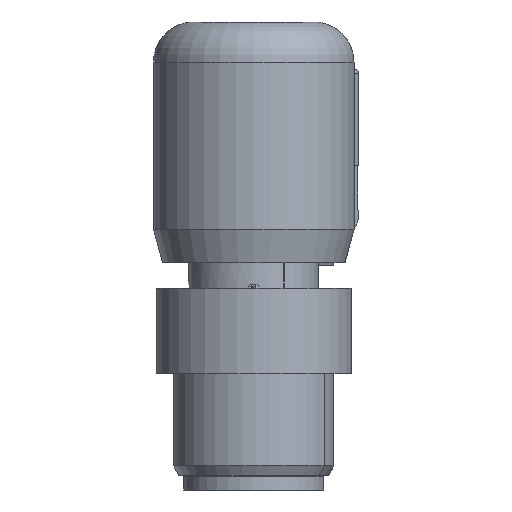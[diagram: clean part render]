
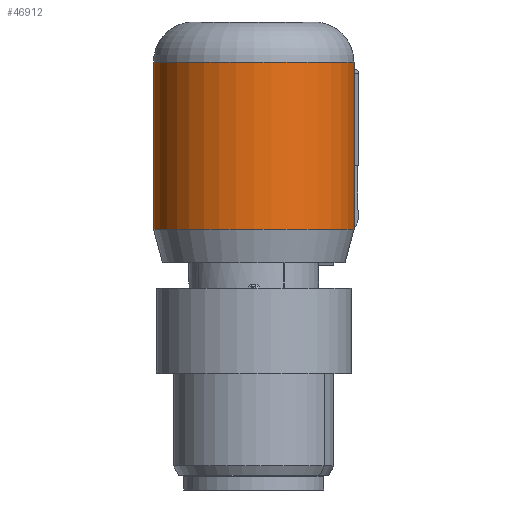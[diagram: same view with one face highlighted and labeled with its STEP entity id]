
A CAD part, front view. The second image highlights one B-rep face of the part: STEP entity #46912.
In plain terms, the highlighted cylindrical face has radius 7.5 mm (diameter 15 mm), a partial arc.
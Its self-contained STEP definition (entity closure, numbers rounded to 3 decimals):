
#46854=AXIS2_PLACEMENT_3D('Circle Axis2P3D',#46852,#46853,$) ;
#46868=AXIS2_PLACEMENT_3D('Cylinder Axis2P3D',#46865,#46866,#46867) ;
#46903=AXIS2_PLACEMENT_3D('Circle Axis2P3D',#46901,#46902,$) ;
#46817=CARTESIAN_POINT('Vertex',(0.,7.5,32.)) ;
#46829=CARTESIAN_POINT('Vertex',(15.,7.5,32.)) ;
#46852=CARTESIAN_POINT('Axis2P3D Location',(7.5,7.5,32.)) ;
#46865=CARTESIAN_POINT('Axis2P3D Location',(7.5,7.5,27.5)) ;
#46870=CARTESIAN_POINT('Line Origine',(0.,7.5,27.5)) ;
#46874=CARTESIAN_POINT('Vertex',(0.,7.5,19.5)) ;
#46877=CARTESIAN_POINT('Line Origine',(15.,7.5,27.5)) ;
#46881=CARTESIAN_POINT('Vertex',(15.,7.5,19.5)) ;
#46901=CARTESIAN_POINT('Axis2P3D Location',(7.5,7.5,19.5)) ;
#46853=DIRECTION('Axis2P3D Direction',(0.,0.,1.)) ;
#46866=DIRECTION('Axis2P3D Direction',(0.,0.,1.)) ;
#46867=DIRECTION('Axis2P3D XDirection',(1.,0.,0.)) ;
#46871=DIRECTION('Vector Direction',(0.,0.,1.)) ;
#46878=DIRECTION('Vector Direction',(0.,0.,1.)) ;
#46902=DIRECTION('Axis2P3D Direction',(0.,0.,1.)) ;
#46872=VECTOR('Line Direction',#46871,1.) ;
#46879=VECTOR('Line Direction',#46878,1.) ;
#46907=ORIENTED_EDGE('',*,*,#46883,.T.) ;
#46908=ORIENTED_EDGE('',*,*,#46856,.F.) ;
#46909=ORIENTED_EDGE('',*,*,#46876,.F.) ;
#46910=ORIENTED_EDGE('',*,*,#46905,.T.) ;
#46912=ADVANCED_FACE('Hauptk\X2\00F6\X0\rper',(#46911),#46869,.T.) ;
#46855=CIRCLE('generated circle',#46854,7.5) ;
#46904=CIRCLE('generated circle',#46903,7.5) ;
#46869=CYLINDRICAL_SURFACE('generated cylinder',#46868,7.5) ;
#46856=EDGE_CURVE('',#46818,#46830,#46855,.T.) ;
#46876=EDGE_CURVE('',#46875,#46818,#46873,.T.) ;
#46883=EDGE_CURVE('',#46882,#46830,#46880,.T.) ;
#46905=EDGE_CURVE('',#46875,#46882,#46904,.T.) ;
#46906=EDGE_LOOP('',(#46907,#46908,#46909,#46910)) ;
#46911=FACE_OUTER_BOUND('',#46906,.T.) ;
#46873=LINE('Line',#46870,#46872) ;
#46880=LINE('Line',#46877,#46879) ;
#46818=VERTEX_POINT('',#46817) ;
#46830=VERTEX_POINT('',#46829) ;
#46875=VERTEX_POINT('',#46874) ;
#46882=VERTEX_POINT('',#46881) ;
